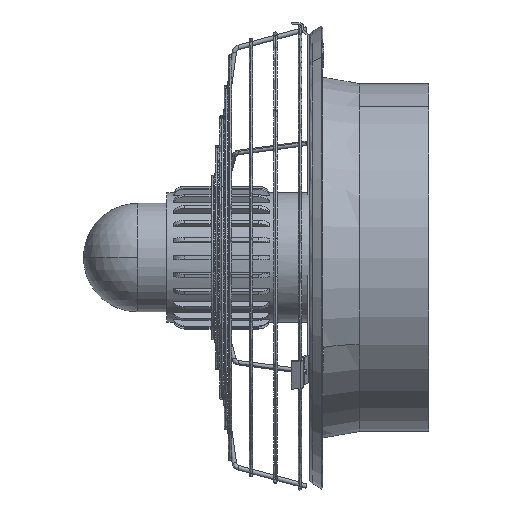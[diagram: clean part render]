
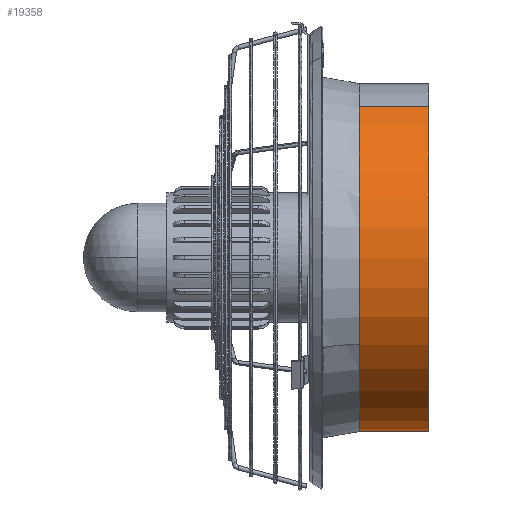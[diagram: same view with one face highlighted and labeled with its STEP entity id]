
A CAD part, front view. The second image highlights one B-rep face of the part: STEP entity #19358.
In plain terms, the highlighted cylindrical face has radius 131.5 mm (diameter 263 mm), a partial arc.
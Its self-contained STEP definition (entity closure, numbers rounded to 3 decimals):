
#1 = VECTOR ( 'NONE', #22513, 1000. ) ;
#153 = EDGE_CURVE ( 'NONE', #15669, #5691, #23045, .T. ) ;
#1056 = CARTESIAN_POINT ( 'NONE',  ( 126.6, -151.311, 113.882 ) ) ;
#2775 = FACE_OUTER_BOUND ( 'NONE', #8482, .T. ) ;
#4169 = DIRECTION ( 'NONE',  ( 1., 0., 0. ) ) ;
#5691 = VERTEX_POINT ( 'NONE', #7814 ) ;
#6789 = DIRECTION ( 'NONE',  ( 1., 0., 0. ) ) ;
#7814 = CARTESIAN_POINT ( 'NONE',  ( 126.6, -19.811, -113.882 ) ) ;
#7865 = CARTESIAN_POINT ( 'NONE',  ( 100.35, -85.561, 0. ) ) ;
#8482 = EDGE_LOOP ( 'NONE', ( #40842, #26121, #10018, #25531, #22978 ) ) ;
#9887 = DIRECTION ( 'NONE',  ( 1., 0., 0. ) ) ;
#10018 = ORIENTED_EDGE ( 'NONE', *, *, #153, .T. ) ;
#10101 = EDGE_CURVE ( 'NONE', #34900, #15669, #26548, .T. ) ;
#12411 = AXIS2_PLACEMENT_3D ( 'NONE', #7865, #6789, #21094 ) ;
#12420 = CARTESIAN_POINT ( 'NONE',  ( 100.35, -19.811, -113.882 ) ) ;
#12859 = VERTEX_POINT ( 'NONE', #1056 ) ;
#13385 = LINE ( 'NONE', #30988, #25451 ) ;
#15312 = VERTEX_POINT ( 'NONE', #36309 ) ;
#15669 = VERTEX_POINT ( 'NONE', #39496 ) ;
#16369 = EDGE_CURVE ( 'NONE', #15312, #12859, #13385, .T. ) ;
#17310 = AXIS2_PLACEMENT_3D ( 'NONE', #43177, #4169, #36153 ) ;
#17585 = EDGE_CURVE ( 'NONE', #12859, #5691, #44829, .T. ) ;
#19358 = ADVANCED_FACE ( 'NONE', ( #2775 ), #28656, .T. ) ;
#21094 = DIRECTION ( 'NONE',  ( 0., -0.5, 0.866 ) ) ;
#22513 = DIRECTION ( 'NONE',  ( 1., 0., 0. ) ) ;
#22978 = ORIENTED_EDGE ( 'NONE', *, *, #16369, .F. ) ;
#23045 = LINE ( 'NONE', #12420, #1 ) ;
#23265 = CIRCLE ( 'NONE', #35247, 131.5 ) ;
#25327 = DIRECTION ( 'NONE',  ( 1., 0., 0. ) ) ;
#25451 = VECTOR ( 'NONE', #9887, 1000. ) ;
#25531 = ORIENTED_EDGE ( 'NONE', *, *, #17585, .F. ) ;
#26121 = ORIENTED_EDGE ( 'NONE', *, *, #10101, .T. ) ;
#26548 = CIRCLE ( 'NONE', #17310, 131.5 ) ;
#28656 = CYLINDRICAL_SURFACE ( 'NONE', #12411, 131.5 ) ;
#30988 = CARTESIAN_POINT ( 'NONE',  ( 100.35, -151.311, 113.882 ) ) ;
#32017 = DIRECTION ( 'NONE',  ( 1., 0., 0. ) ) ;
#32323 = DIRECTION ( 'NONE',  ( 0., -0.5, 0.866 ) ) ;
#32345 = CARTESIAN_POINT ( 'NONE',  ( 74.1, -85.561, 0. ) ) ;
#32396 = CARTESIAN_POINT ( 'NONE',  ( 74.1, -199.443, -65.75 ) ) ;
#34473 = EDGE_CURVE ( 'NONE', #15312, #34900, #23265, .T. ) ;
#34722 = AXIS2_PLACEMENT_3D ( 'NONE', #35683, #32017, #32323 ) ;
#34900 = VERTEX_POINT ( 'NONE', #32396 ) ;
#35247 = AXIS2_PLACEMENT_3D ( 'NONE', #32345, #25327, #42883 ) ;
#35683 = CARTESIAN_POINT ( 'NONE',  ( 126.6, -85.561, 0. ) ) ;
#36153 = DIRECTION ( 'NONE',  ( 0., -0.866, -0.5 ) ) ;
#36309 = CARTESIAN_POINT ( 'NONE',  ( 74.1, -151.311, 113.882 ) ) ;
#39496 = CARTESIAN_POINT ( 'NONE',  ( 74.1, -19.811, -113.882 ) ) ;
#40842 = ORIENTED_EDGE ( 'NONE', *, *, #34473, .T. ) ;
#42883 = DIRECTION ( 'NONE',  ( 0., -0.866, -0.5 ) ) ;
#43177 = CARTESIAN_POINT ( 'NONE',  ( 74.1, -85.561, 0. ) ) ;
#44829 = CIRCLE ( 'NONE', #34722, 131.5 ) ;
